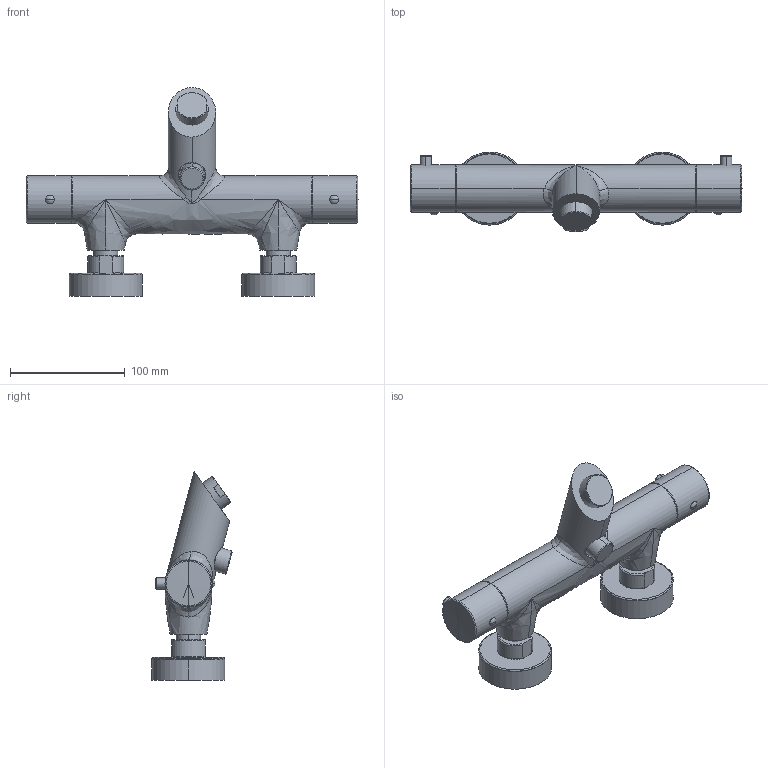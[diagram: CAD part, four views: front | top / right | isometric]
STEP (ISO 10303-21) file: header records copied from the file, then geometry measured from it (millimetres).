
FILE_DESCRIPTION((''),'2;1');
FILE_NAME('LIQ022CR','2021-01-15T14:11:39',('ut3'),('PAFFONI SpA'),'CREO PARAMETRIC BY PTC INC, 2020044','CREO PARAMETRIC BY PTC INC, 2020044','');
FILE_SCHEMA(('CONFIG_CONTROL_DESIGN','SHAPE_APPEARANCE_LAYERS_GROUPS'));
Length unit declared in the file: millimetre
Products named in the file (1): LIQ022CR
Bounding box: 288.72 x 69.61 x 181.66 mm (x, y, z)
Surface area: 85975.2 mm2 (no closed solid volume)
Topology: 0 solids, 23 shells, 119 faces, 283 edges, 170 vertices
Faces by surface type: cylinder 41, torus 24, plane 22, bspline 16, cone 8, sphere 7, extrusion 1
Entity records: 5547 total; most frequent: CARTESIAN_POINT 2087, DIRECTION 571, ORIENTED_EDGE 480, EDGE_CURVE 271, AXIS2_PLACEMENT_3D 249, VERTEX_POINT 169, CIRCLE 147, PRESENTATION_STYLE_ASSIGNMENT 119
